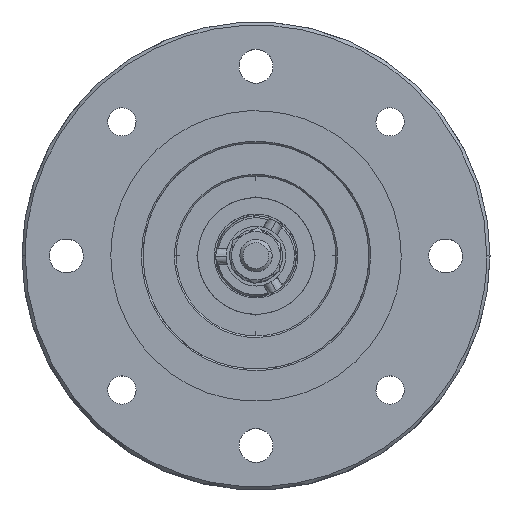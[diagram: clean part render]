
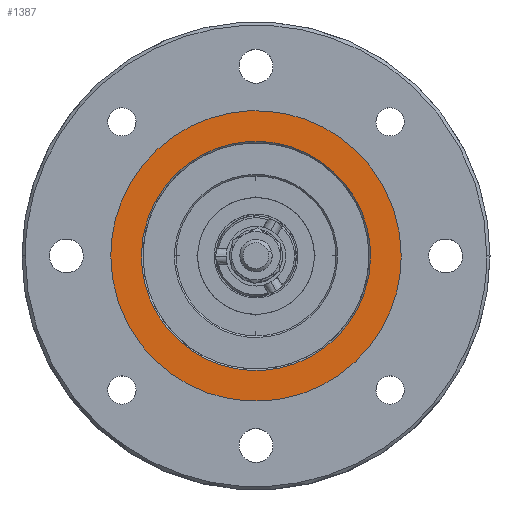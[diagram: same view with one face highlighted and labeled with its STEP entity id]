
A CAD part, top view. The second image highlights one B-rep face of the part: STEP entity #1387.
In plain terms, the highlighted free-form (B-spline) face has degree [1, 1] with [2, 2] control points.
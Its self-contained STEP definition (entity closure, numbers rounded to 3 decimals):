
#696 = VERTEX_POINT('',#697);
#697 = CARTESIAN_POINT('',(202.079,253.941,
    602.716));
#702 = EDGE_CURVE('',#696,#703,#705,.T.);
#703 = VERTEX_POINT('',#704);
#704 = CARTESIAN_POINT('',(74.342,253.941,
    602.716));
#705 = ( BOUNDED_CURVE() B_SPLINE_CURVE(2,(#706,#707,#708,#709,#710),
.UNSPECIFIED.,.F.,.F.) B_SPLINE_CURVE_WITH_KNOTS((3,2,3),(0.,
1.571,3.142),.PIECEWISE_BEZIER_KNOTS.) CURVE() 
GEOMETRIC_REPRESENTATION_ITEM() RATIONAL_B_SPLINE_CURVE((1.,
0.707,1.,0.707,1.)) REPRESENTATION_ITEM('') );
#706 = CARTESIAN_POINT('',(202.079,253.941,
    602.716));
#707 = CARTESIAN_POINT('',(202.079,190.073,
    602.716));
#708 = CARTESIAN_POINT('',(138.211,190.073,
    602.716));
#709 = CARTESIAN_POINT('',(74.342,190.073,602.716
    ));
#710 = CARTESIAN_POINT('',(74.342,253.941,
    602.716));
#742 = VERTEX_POINT('',#743);
#743 = CARTESIAN_POINT('',(219.17,253.941,
    602.716));
#761 = VERTEX_POINT('',#762);
#762 = CARTESIAN_POINT('',(57.251,253.941,
    602.716));
#767 = EDGE_CURVE('',#761,#742,#768,.T.);
#768 = ( BOUNDED_CURVE() B_SPLINE_CURVE(2,(#769,#770,#771,#772,#773),
.UNSPECIFIED.,.F.,.F.) B_SPLINE_CURVE_WITH_KNOTS((3,2,3),(3.142,
4.712,6.283),.PIECEWISE_BEZIER_KNOTS.) CURVE() 
GEOMETRIC_REPRESENTATION_ITEM() RATIONAL_B_SPLINE_CURVE((1.,
0.707,1.,0.707,1.)) REPRESENTATION_ITEM('') );
#769 = CARTESIAN_POINT('',(57.251,253.941,
    602.716));
#770 = CARTESIAN_POINT('',(57.251,172.981,
    602.716));
#771 = CARTESIAN_POINT('',(138.211,172.981,
    602.716));
#772 = CARTESIAN_POINT('',(219.17,172.981,
    602.716));
#773 = CARTESIAN_POINT('',(219.17,253.941,
    602.716));
#1387 = ADVANCED_FACE('',(#1388,#1399),#1410,.T.);
#1388 = FACE_BOUND('',#1389,.T.);
#1389 = EDGE_LOOP('',(#1390,#1391));
#1390 = ORIENTED_EDGE('',*,*,#702,.T.);
#1391 = ORIENTED_EDGE('',*,*,#1392,.T.);
#1392 = EDGE_CURVE('',#703,#696,#1393,.T.);
#1393 = ( BOUNDED_CURVE() B_SPLINE_CURVE(2,(#1394,#1395,#1396,#1397,
#1398),.UNSPECIFIED.,.F.,.F.) B_SPLINE_CURVE_WITH_KNOTS((3,2,3),(
    3.142,4.712,6.283),
.PIECEWISE_BEZIER_KNOTS.) CURVE() GEOMETRIC_REPRESENTATION_ITEM() 
RATIONAL_B_SPLINE_CURVE((1.,0.707,1.,0.707,1.)) 
REPRESENTATION_ITEM('') );
#1394 = CARTESIAN_POINT('',(74.342,253.941,
    602.716));
#1395 = CARTESIAN_POINT('',(74.342,317.809,
    602.716));
#1396 = CARTESIAN_POINT('',(138.211,317.809,
    602.716));
#1397 = CARTESIAN_POINT('',(202.079,317.809,
    602.716));
#1398 = CARTESIAN_POINT('',(202.079,253.941,
    602.716));
#1399 = FACE_BOUND('',#1400,.T.);
#1400 = EDGE_LOOP('',(#1401,#1409));
#1401 = ORIENTED_EDGE('',*,*,#1402,.T.);
#1402 = EDGE_CURVE('',#742,#761,#1403,.T.);
#1403 = ( BOUNDED_CURVE() B_SPLINE_CURVE(2,(#1404,#1405,#1406,#1407,
#1408),.UNSPECIFIED.,.F.,.F.) B_SPLINE_CURVE_WITH_KNOTS((3,2,3),(0.,
1.571,3.142),.PIECEWISE_BEZIER_KNOTS.) CURVE() 
GEOMETRIC_REPRESENTATION_ITEM() RATIONAL_B_SPLINE_CURVE((1.,
0.707,1.,0.707,1.)) REPRESENTATION_ITEM('') );
#1404 = CARTESIAN_POINT('',(219.17,253.941,
    602.716));
#1405 = CARTESIAN_POINT('',(219.17,334.901,
    602.716));
#1406 = CARTESIAN_POINT('',(138.211,334.901,
    602.716));
#1407 = CARTESIAN_POINT('',(57.251,334.901,
    602.716));
#1408 = CARTESIAN_POINT('',(57.251,253.941,
    602.716));
#1409 = ORIENTED_EDGE('',*,*,#767,.T.);
#1410 = B_SPLINE_SURFACE_WITH_KNOTS('',1,1,(
    (#1411,#1412)
    ,(#1413,#1414
    )),.UNSPECIFIED.,.F.,.F.,.F.,(2,2),(2,2),(-90.,90.),(-90.,90.),
  .PIECEWISE_BEZIER_KNOTS.);
#1411 = CARTESIAN_POINT('',(57.251,172.981,
    602.716));
#1412 = CARTESIAN_POINT('',(57.251,334.901,
    602.716));
#1413 = CARTESIAN_POINT('',(219.17,172.981,
    602.716));
#1414 = CARTESIAN_POINT('',(219.17,334.901,
    602.716));
